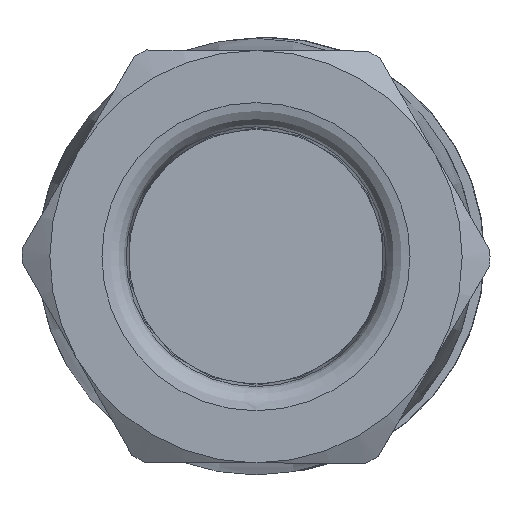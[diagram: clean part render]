
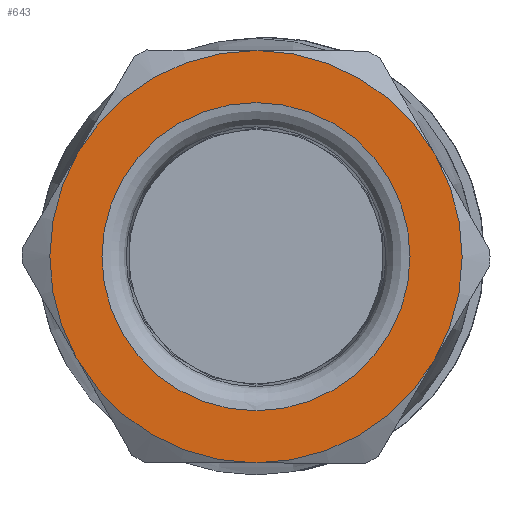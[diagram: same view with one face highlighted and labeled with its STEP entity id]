
A CAD part, left-side view. The second image highlights one B-rep face of the part: STEP entity #643.
In plain terms, the highlighted planar face has unit normal (-1, 0, 0).
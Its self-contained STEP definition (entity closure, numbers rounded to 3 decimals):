
#643=ADVANCED_FACE('',(#889,#890),#687,.T.);
#687=PLANE('',#2209);
#731=B_SPLINE_CURVE_WITH_KNOTS('',3,(#4259,#4260,#4261,#4262),
 .UNSPECIFIED.,.F.,.F.,(4,4),(0.,1.),.UNSPECIFIED.);
#736=B_SPLINE_CURVE_WITH_KNOTS('',3,(#4324,#4325,#4326,#4327),
 .UNSPECIFIED.,.F.,.F.,(4,4),(0.,1.),.UNSPECIFIED.);
#741=B_SPLINE_CURVE_WITH_KNOTS('',3,(#4365,#4366,#4367,#4368),
 .UNSPECIFIED.,.F.,.F.,(4,4),(0.,1.),.UNSPECIFIED.);
#747=B_SPLINE_CURVE_WITH_KNOTS('',3,(#4435,#4436,#4437,#4438),
 .UNSPECIFIED.,.F.,.F.,(4,4),(0.,1.),.UNSPECIFIED.);
#749=B_SPLINE_CURVE_WITH_KNOTS('',3,(#4466,#4467,#4468,#4469),
 .UNSPECIFIED.,.F.,.F.,(4,4),(0.,1.),.UNSPECIFIED.);
#751=B_SPLINE_CURVE_WITH_KNOTS('',3,(#4495,#4496,#4497,#4498),
 .UNSPECIFIED.,.F.,.F.,(4,4),(0.,1.),.UNSPECIFIED.);
#889=FACE_BOUND('',#1069,.T.);
#890=FACE_BOUND('',#1070,.T.);
#1069=EDGE_LOOP('',(#1453));
#1070=EDGE_LOOP('',(#1454,#1455,#1456,#1457,#1458,#1459,#1460,#1461,#1462,
#1463,#1464,#1465));
#1453=ORIENTED_EDGE('',*,*,#1825,.T.);
#1454=ORIENTED_EDGE('',*,*,#1876,.T.);
#1455=ORIENTED_EDGE('',*,*,#1874,.F.);
#1456=ORIENTED_EDGE('',*,*,#1828,.T.);
#1457=ORIENTED_EDGE('',*,*,#1842,.F.);
#1458=ORIENTED_EDGE('',*,*,#1843,.T.);
#1459=ORIENTED_EDGE('',*,*,#1852,.F.);
#1460=ORIENTED_EDGE('',*,*,#1877,.T.);
#1461=ORIENTED_EDGE('',*,*,#1878,.F.);
#1462=ORIENTED_EDGE('',*,*,#1879,.T.);
#1463=ORIENTED_EDGE('',*,*,#1858,.F.);
#1464=ORIENTED_EDGE('',*,*,#1860,.T.);
#1465=ORIENTED_EDGE('',*,*,#1869,.F.);
#1637=VERTEX_POINT('',#4142);
#1640=VERTEX_POINT('',#4184);
#1641=VERTEX_POINT('',#4185);
#1650=VERTEX_POINT('',#4258);
#1651=VERTEX_POINT('',#4265);
#1656=VERTEX_POINT('',#4323);
#1659=VERTEX_POINT('',#4364);
#1660=VERTEX_POINT('',#4369);
#1661=VERTEX_POINT('',#4376);
#1666=VERTEX_POINT('',#4434);
#1669=VERTEX_POINT('',#4470);
#1670=VERTEX_POINT('',#4494);
#1671=VERTEX_POINT('',#4499);
#1825=EDGE_CURVE('',#1637,#1637,#1987,.T.);
#1828=EDGE_CURVE('',#1640,#1641,#1990,.T.);
#1842=EDGE_CURVE('',#1650,#1641,#731,.T.);
#1843=EDGE_CURVE('',#1650,#1651,#1995,.T.);
#1852=EDGE_CURVE('',#1656,#1651,#736,.T.);
#1858=EDGE_CURVE('',#1659,#1660,#741,.T.);
#1860=EDGE_CURVE('',#1659,#1661,#1998,.T.);
#1869=EDGE_CURVE('',#1666,#1661,#747,.T.);
#1874=EDGE_CURVE('',#1640,#1669,#749,.T.);
#1876=EDGE_CURVE('',#1666,#1669,#2003,.T.);
#1877=EDGE_CURVE('',#1656,#1670,#2004,.T.);
#1878=EDGE_CURVE('',#1671,#1670,#751,.T.);
#1879=EDGE_CURVE('',#1671,#1660,#2005,.T.);
#1987=CIRCLE('',#2180,6.354);
#1990=CIRCLE('',#2184,8.502);
#1995=CIRCLE('',#2191,8.502);
#1998=CIRCLE('',#2197,8.502);
#2003=CIRCLE('',#2206,8.502);
#2004=CIRCLE('',#2207,8.502);
#2005=CIRCLE('',#2208,8.502);
#2180=AXIS2_PLACEMENT_3D('',#4141,#2581,#2582);
#2184=AXIS2_PLACEMENT_3D('',#4183,#2589,#2590);
#2191=AXIS2_PLACEMENT_3D('',#4264,#2606,#2607);
#2197=AXIS2_PLACEMENT_3D('',#4375,#2621,#2622);
#2206=AXIS2_PLACEMENT_3D('',#4476,#2642,#2643);
#2207=AXIS2_PLACEMENT_3D('',#4493,#2644,#2645);
#2208=AXIS2_PLACEMENT_3D('',#4500,#2646,#2647);
#2209=AXIS2_PLACEMENT_3D('',#4501,#2648,#2649);
#2581=DIRECTION('',(1.,0.,0.));
#2582=DIRECTION('',(0.,0.,-1.));
#2589=DIRECTION('',(-1.,0.,0.));
#2590=DIRECTION('',(0.,-0.866,-0.5));
#2606=DIRECTION('',(-1.,0.,0.));
#2607=DIRECTION('',(0.,-0.866,0.5));
#2621=DIRECTION('',(-1.,0.,0.));
#2622=DIRECTION('',(0.,0.866,-0.5));
#2642=DIRECTION('',(-1.,0.,0.));
#2643=DIRECTION('',(0.,0.,-1.));
#2644=DIRECTION('',(-1.,0.,0.));
#2645=DIRECTION('',(0.,0.,1.));
#2646=DIRECTION('',(-1.,0.,0.));
#2647=DIRECTION('',(0.,0.866,0.5));
#2648=DIRECTION('',(-1.,0.,0.));
#2649=DIRECTION('',(0.,-1.,0.));
#4141=CARTESIAN_POINT('',(-29.8,0.,0.));
#4142=CARTESIAN_POINT('',(-29.8,0.,-6.354));
#4183=CARTESIAN_POINT('',(-29.8,0.,0.));
#4184=CARTESIAN_POINT('',(-29.8,-7.363,-4.251));
#4185=CARTESIAN_POINT('',(-29.8,-7.404,4.179));
#4258=CARTESIAN_POINT('',(-29.8,-7.363,4.251));
#4259=CARTESIAN_POINT('',(-29.8,-7.363,4.251));
#4260=CARTESIAN_POINT('',(-29.8,-7.377,4.227));
#4261=CARTESIAN_POINT('',(-29.8,-7.391,4.203));
#4262=CARTESIAN_POINT('',(-29.8,-7.404,4.179));
#4264=CARTESIAN_POINT('',(-29.8,0.,0.));
#4265=CARTESIAN_POINT('',(-29.8,-0.083,8.502));
#4323=CARTESIAN_POINT('',(-29.8,0.,8.502));
#4324=CARTESIAN_POINT('',(-29.8,0.,8.502));
#4325=CARTESIAN_POINT('',(-29.8,-0.028,8.502));
#4326=CARTESIAN_POINT('',(-29.8,-0.055,8.502));
#4327=CARTESIAN_POINT('',(-29.8,-0.083,8.502));
#4364=CARTESIAN_POINT('',(-29.8,7.363,-4.251));
#4365=CARTESIAN_POINT('',(-29.8,7.363,-4.251));
#4366=CARTESIAN_POINT('',(-29.8,7.377,-4.227));
#4367=CARTESIAN_POINT('',(-29.8,7.391,-4.203));
#4368=CARTESIAN_POINT('',(-29.8,7.404,-4.179));
#4369=CARTESIAN_POINT('',(-29.8,7.404,-4.179));
#4375=CARTESIAN_POINT('',(-29.8,0.,0.));
#4376=CARTESIAN_POINT('',(-29.8,0.083,-8.502));
#4434=CARTESIAN_POINT('',(-29.8,0.,-8.502));
#4435=CARTESIAN_POINT('',(-29.8,0.,-8.502));
#4436=CARTESIAN_POINT('',(-29.8,0.028,-8.502));
#4437=CARTESIAN_POINT('',(-29.8,0.055,-8.502));
#4438=CARTESIAN_POINT('',(-29.8,0.083,-8.502));
#4466=CARTESIAN_POINT('',(-29.8,-7.363,-4.251));
#4467=CARTESIAN_POINT('',(-29.8,-7.349,-4.275));
#4468=CARTESIAN_POINT('',(-29.8,-7.335,-4.299));
#4469=CARTESIAN_POINT('',(-29.8,-7.322,-4.322));
#4470=CARTESIAN_POINT('',(-29.8,-7.322,-4.322));
#4476=CARTESIAN_POINT('',(-29.8,0.,0.));
#4493=CARTESIAN_POINT('',(-29.8,0.,0.));
#4494=CARTESIAN_POINT('',(-29.8,7.322,4.322));
#4495=CARTESIAN_POINT('',(-29.8,7.363,4.251));
#4496=CARTESIAN_POINT('',(-29.8,7.349,4.275));
#4497=CARTESIAN_POINT('',(-29.8,7.335,4.299));
#4498=CARTESIAN_POINT('',(-29.8,7.322,4.322));
#4499=CARTESIAN_POINT('',(-29.8,7.363,4.251));
#4500=CARTESIAN_POINT('',(-29.8,0.,0.));
#4501=CARTESIAN_POINT('',(-29.8,10.799,-9.379));
